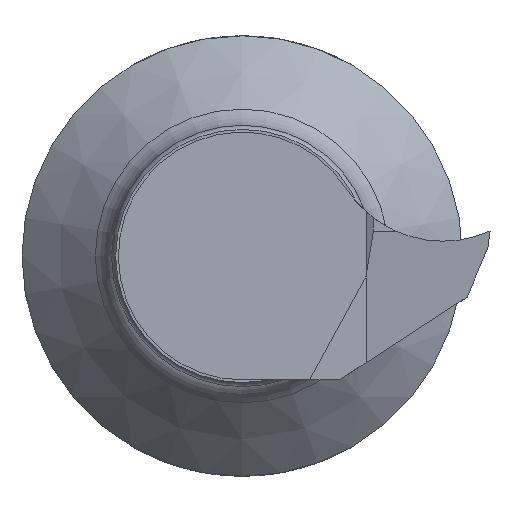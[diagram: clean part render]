
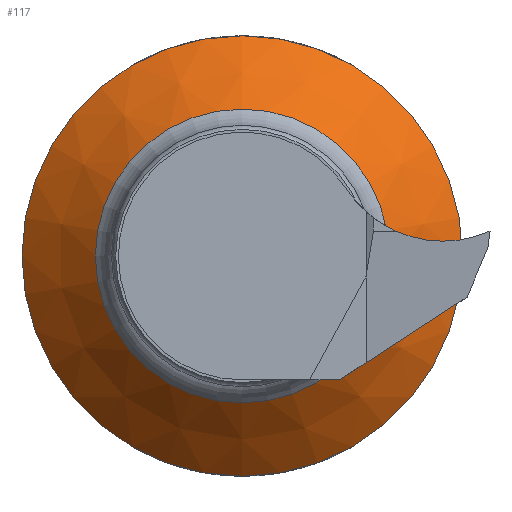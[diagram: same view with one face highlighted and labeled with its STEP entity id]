
A CAD part, left-side view. The second image highlights one B-rep face of the part: STEP entity #117.
In plain terms, the highlighted conical face has half-angle 45 degrees and reference radius 8 mm.
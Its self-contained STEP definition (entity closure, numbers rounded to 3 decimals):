
#32=CONICAL_SURFACE('',#546,8.,45.);
#42=FACE_BOUND('',#195,.T.);
#43=FACE_BOUND('',#196,.T.);
#94=CIRCLE('',#543,5.336);
#95=CIRCLE('',#545,8.);
#117=ADVANCED_FACE('',(#42,#43),#32,.T.);
#195=EDGE_LOOP('',(#299));
#196=EDGE_LOOP('',(#300));
#299=ORIENTED_EDGE('',*,*,#417,.F.);
#300=ORIENTED_EDGE('',*,*,#418,.T.);
#361=VERTEX_POINT('',#802);
#362=VERTEX_POINT('',#805);
#417=EDGE_CURVE('',#361,#361,#94,.T.);
#418=EDGE_CURVE('',#362,#362,#95,.T.);
#543=AXIS2_PLACEMENT_3D('',#801,#661,#662);
#545=AXIS2_PLACEMENT_3D('',#804,#665,#666);
#546=AXIS2_PLACEMENT_3D('',#806,#667,#668);
#661=DIRECTION('',(-1.,0.,0.));
#662=DIRECTION('',(0.,0.,1.));
#665=DIRECTION('',(-1.,0.,0.));
#666=DIRECTION('',(0.,0.,1.));
#667=DIRECTION('',(1.,0.,0.));
#668=DIRECTION('',(0.,0.,-1.));
#801=CARTESIAN_POINT('',(19.586,0.,0.));
#802=CARTESIAN_POINT('',(19.586,0.,5.336));
#804=CARTESIAN_POINT('',(22.25,0.,0.));
#805=CARTESIAN_POINT('',(22.25,0.,8.));
#806=CARTESIAN_POINT('',(22.25,0.,0.));
